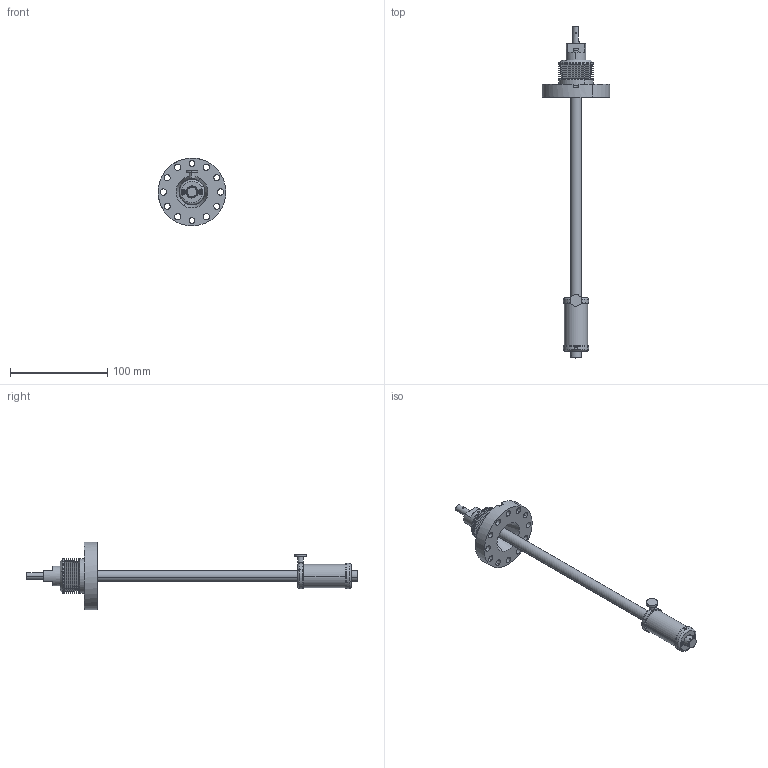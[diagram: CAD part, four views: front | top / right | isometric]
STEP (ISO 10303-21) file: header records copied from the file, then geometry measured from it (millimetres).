
FILE_DESCRIPTION(('CATIA V5 STEP Exchange'),'2;1');
FILE_NAME('WM40-200-60.stp','2014-06-24T11:49:01+00:00',('none'),('none'),'CATIA Version 5 Release 20 SP 7 (IN-10)','CATIA V5 STEP AP214','none');
FILE_SCHEMA(('AUTOMOTIVE_DESIGN { 1 0 10303 214 1 1 1 1 }'));
Length unit declared in the file: millimetre
Products named in the file (16): WM40-200-60; BU40-315; 8.4; 157.10; 40005.8; 40007-0315; 40008; 40011.9; MKS; 148; 421; 60237; 22102008; 27103200; 116; 40050-0280
Assembly tree (19 placements, depth 3):
  WM40-200-60
    BU40-315
      8.4
      157.10
      40005.8
      40007-0315
      40008
      40011.9
    MKS
      148
      421  x2
      60237
      22102008  x4
      27103200
    116
    40050-0280
Bounding box: 69.48 x 340.6 x 69.49 mm (x, y, z)
Volume: 82551.9 mm3; surface area: 68331.4 mm2
Topology: 17 solids, 17 shells, 534 faces, 1283 edges, 781 vertices
Faces by surface type: plane 197, cylinder 181, cone 115, torus 32, bspline 5, sphere 4
Entity records: 13235 total; most frequent: CARTESIAN_POINT 2984, ORIENTED_EDGE 1888, DIRECTION 1614, EDGE_CURVE 944, AXIS2_PLACEMENT_3D 798, VERTEX_POINT 599, EDGE_LOOP 445, VECTOR 442
